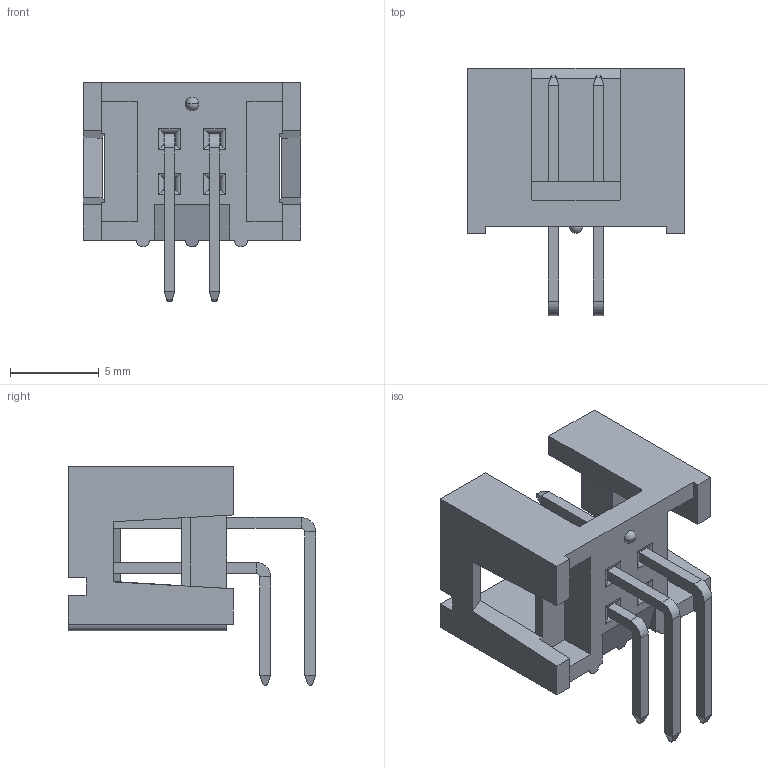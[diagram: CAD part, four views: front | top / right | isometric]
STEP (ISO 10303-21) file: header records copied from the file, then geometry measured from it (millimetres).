
FILE_DESCRIPTION((''),'2;1');
FILE_NAME('75867_Y30_ASM','2006-12-07T',('DaLegrand'),('FCI - CDC Division'),'PRO/ENGINEER BY PARAMETRIC TECHNOLOGY CORPORATION, 2004490','PRO/ENGINEER BY PARAMETRIC TECHNOLOGY CORPORATION, 2004490','');
FILE_SCHEMA(('CONFIG_CONTROL_DESIGN'));
Length unit declared in the file: millimetre
Products named in the file (4): 71965_Y04; 71953_X03; 71953_X04; 75867_Y30_ASM
Assembly tree (5 placements, depth 2):
  75867_Y30_ASM
    71965_Y04
    71953_X03  x2
    71953_X04  x2
Bounding box: 12.29 x 13.97 x 12.34 mm (x, y, z)
Volume: 433.7 mm3; surface area: 1002.6 mm2
Topology: 5 solids, 5 shells, 182 faces, 444 edges, 267 vertices
Faces by surface type: plane 143, cylinder 37, sphere 2
Entity records: 4417 total; most frequent: CARTESIAN_POINT 980, ORIENTED_EDGE 708, DIRECTION 644, EDGE_CURVE 354, VECTOR 308, LINE 308, VERTEX_POINT 219, AXIS2_PLACEMENT_3D 168
